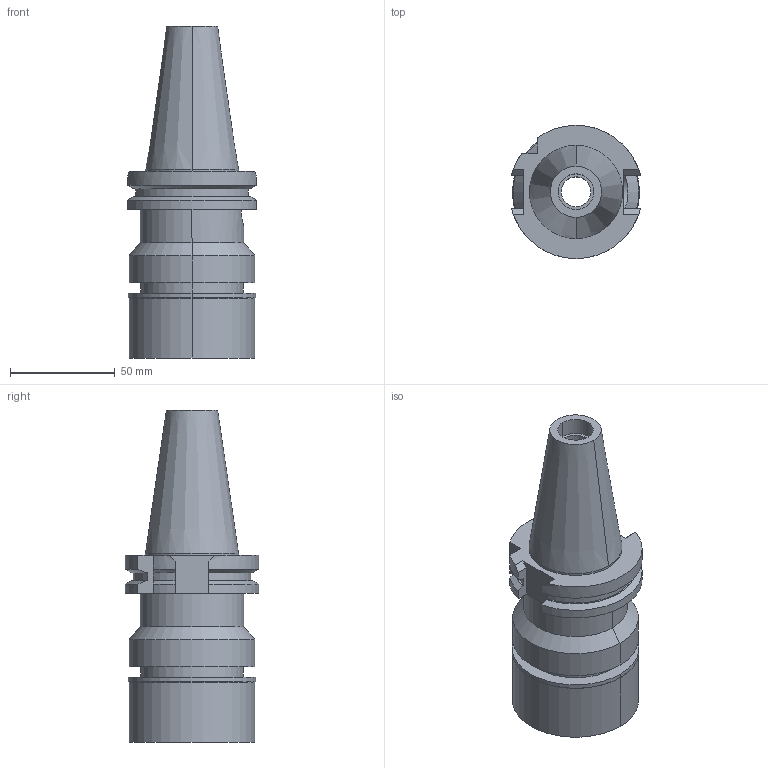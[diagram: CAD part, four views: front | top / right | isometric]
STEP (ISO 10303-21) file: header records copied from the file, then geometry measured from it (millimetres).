
FILE_DESCRIPTION((''),'2;1');
FILE_NAME('BV40MN25090-254_ASM','2018-03-09T',('ykawabe'),(''),'CREO PARAMETRIC BY PTC INC, 2016380','CREO PARAMETRIC BY PTC INC, 2016380','');
FILE_SCHEMA(('AUTOMOTIVE_DESIGN { 1 0 10303 214 1 1 1 1 }'));
Length unit declared in the file: millimetre
Products named in the file (5): BDV40-MEGA25N-90_2; NBC25-25_4_1; MGN25_1; DXF_TEMP_ASSY_ASM_4_ASM; BV40MN25090-254_ASM
Assembly tree (4 placements, depth 3):
  BV40MN25090-254_ASM
    DXF_TEMP_ASSY_ASM_4_ASM
      BDV40-MEGA25N-90_2
      NBC25-25_4_1
      MGN25_1
Bounding box: 61.48 x 63.55 x 158.4 mm (x, y, z)
Volume: 224336.1 mm3; surface area: 63341.2 mm2
Topology: 3 solids, 3 shells, 107 faces, 266 edges, 179 vertices
Faces by surface type: cylinder 48, plane 39, cone 20
Entity records: 4823 total; most frequent: CARTESIAN_POINT 664, DIRECTION 644, ORIENTED_EDGE 532, PRESENTATION_STYLE_ASSIGNMENT 274, STYLED_ITEM 274, CURVE_STYLE 271, EDGE_CURVE 266, AXIS2_PLACEMENT_3D 265
